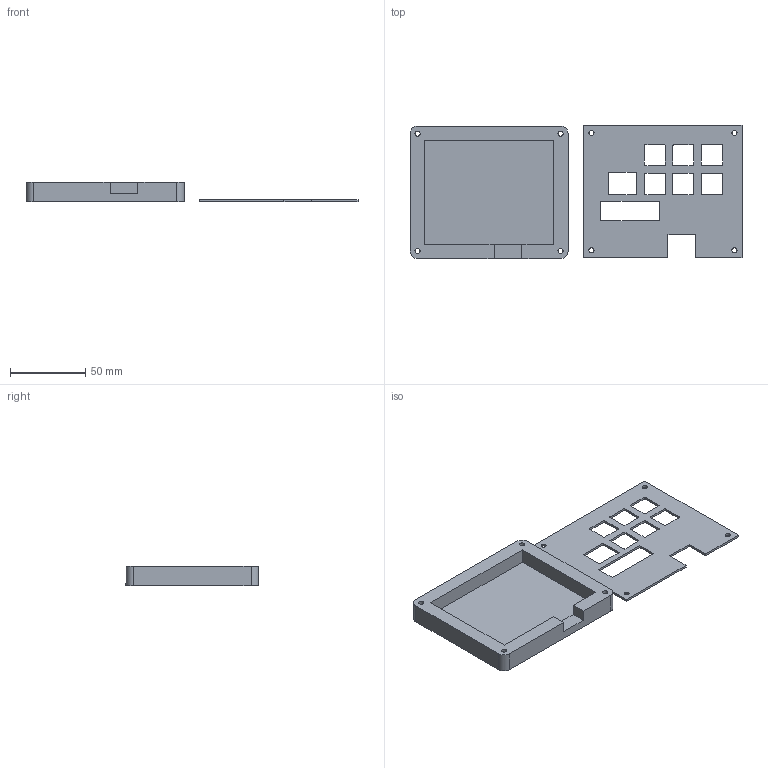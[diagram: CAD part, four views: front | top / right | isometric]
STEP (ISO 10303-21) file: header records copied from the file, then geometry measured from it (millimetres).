
FILE_DESCRIPTION(/* description */ (''),/* implementation_level */ '2;1');
FILE_NAME(/* name */ 'TOP AND BUTTOM.step',/* time_stamp */ '2026-02-11T19:35:10+02:00',/* author */ (''),/* organization */ (''),/* preprocessor_version */ 'ST-DEVELOPER v20.1',/* originating_system */ 'Autodesk Translation Framework v14.21.0.0',/* authorisation */ '');
FILE_SCHEMA (('AUTOMOTIVE_DESIGN { 1 0 10303 214 3 1 1 }'));
Length unit declared in the file: millimetre
Products named in the file (1): 2026-01-16-16-17-19-196
Bounding box: 220.66 x 88.46 x 13 mm (x, y, z)
Volume: 68924.9 mm3; surface area: 42312.1 mm2
Topology: 2 solids, 2 shells, 414 faces, 1140 edges, 760 vertices
Faces by surface type: plane 199, bspline 175, cylinder 40
Full cylindrical faces by diameter (mm): 3.4 x8, 6 x4
Entity records: 14810 total; most frequent: CARTESIAN_POINT 5290, ORIENTED_EDGE 2280, DIRECTION 1350, EDGE_CURVE 1140, VERTEX_POINT 760, LINE 710, VECTOR 710, EDGE_LOOP 476
